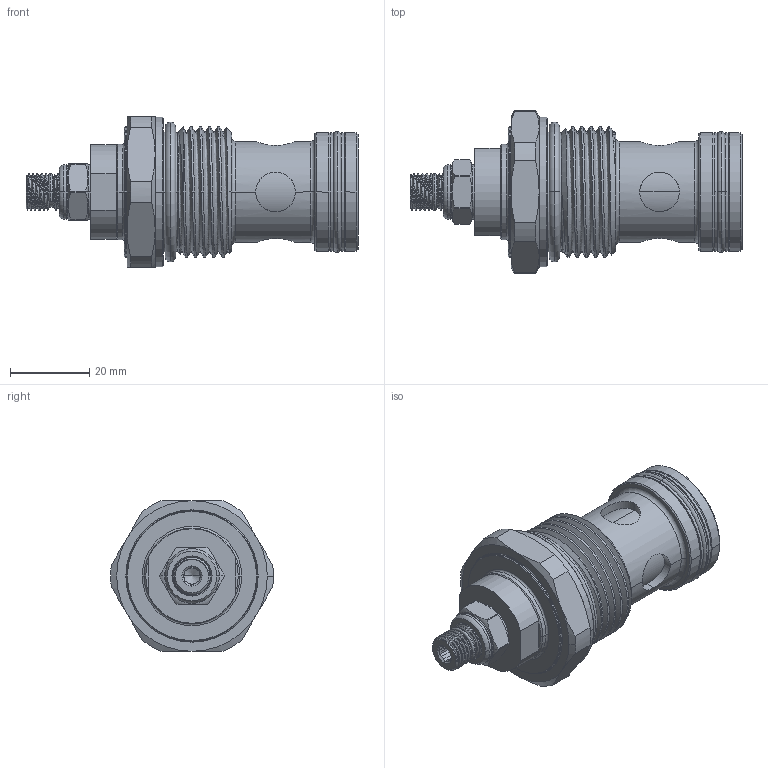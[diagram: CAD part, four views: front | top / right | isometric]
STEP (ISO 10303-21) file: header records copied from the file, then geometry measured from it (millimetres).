
FILE_DESCRIPTION (( 'STEP AP203' ), '1' );
FILE_NAME ('NC21E20-L.STEP', '2020-12-22T02:29:27', ( '' ), ( '' ), 'SwSTEP 2.0', 'SolidWorks 2018', '' );
FILE_SCHEMA (( 'CONFIG_CONTROL_DESIGN' ));
Length unit declared in the file: millimetre
Products named in the file (1): NC21E20-L
Bounding box: 83.8 x 41.1 x 38 mm (x, y, z)
Volume: 47446.2 mm3; surface area: 13876.5 mm2
Topology: 6 solids, 6 shells, 276 faces, 727 edges, 455 vertices
Faces by surface type: cylinder 111, plane 57, cone 49, torus 34, bspline 25
Entity records: 33836 total; most frequent: CARTESIAN_POINT 27596, ORIENTED_EDGE 1450, DIRECTION 1163, EDGE_CURVE 725, AXIS2_PLACEMENT_3D 491, VERTEX_POINT 455, EDGE_LOOP 294, ADVANCED_FACE 276
